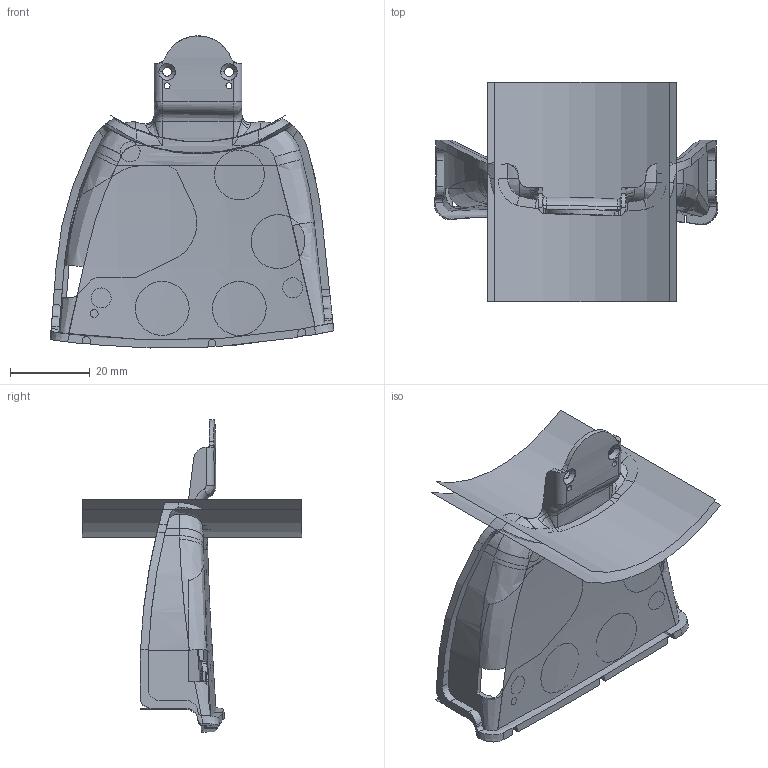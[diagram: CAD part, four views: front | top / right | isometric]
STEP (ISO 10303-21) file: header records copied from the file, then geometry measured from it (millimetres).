
FILE_DESCRIPTION((''),'2;1');
FILE_NAME('RC_TLR_011_P_053','2011-05-19T',('maggia'),(''),'PRO/ENGINEER BY PARAMETRIC TECHNOLOGY CORPORATION, 2009460','PRO/ENGINEER BY PARAMETRIC TECHNOLOGY CORPORATION, 2009460','');
FILE_SCHEMA(('CONFIG_CONTROL_DESIGN'));
Length unit declared in the file: millimetre
Products named in the file (1): RC_TLR_011_P_053
Bounding box: 70.95 x 54.97 x 78.12 mm (x, y, z)
Volume: 5694.9 mm3; surface area: 20674.2 mm2
Topology: 1 solids, 7 shells, 364 faces, 1052 edges, 693 vertices
Faces by surface type: cylinder 159, bspline 95, plane 70, torus 34, cone 6
Entity records: 17978 total; most frequent: CARTESIAN_POINT 9494, ORIENTED_EDGE 1993, DIRECTION 1339, EDGE_CURVE 1052, VERTEX_POINT 693, AXIS2_PLACEMENT_3D 522, B_SPLINE_CURVE_WITH_KNOTS 505, EDGE_LOOP 411
